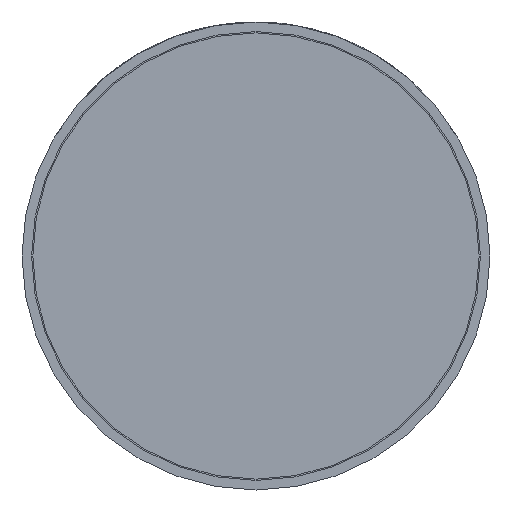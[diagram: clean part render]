
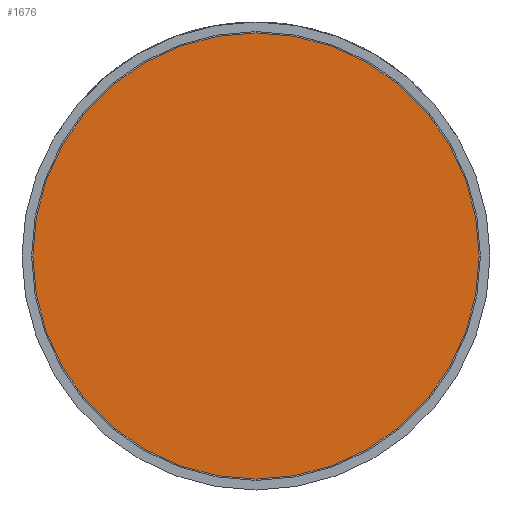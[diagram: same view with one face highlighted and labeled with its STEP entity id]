
A CAD part, front view. The second image highlights one B-rep face of the part: STEP entity #1676.
In plain terms, the highlighted planar face has unit normal (0, -1, 0).
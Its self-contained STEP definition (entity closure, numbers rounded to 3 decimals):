
#38 = DIRECTION ( 'NONE',  ( 0., 0., -1. ) ) ;
#373 = CARTESIAN_POINT ( 'NONE',  ( 0., 0., -1.74 ) ) ;
#718 = AXIS2_PLACEMENT_3D ( 'NONE', #4344, #2823, #1991 ) ;
#956 = VERTEX_POINT ( 'NONE', #2871 ) ;
#1361 = ORIENTED_EDGE ( 'NONE', *, *, #4930, .T. ) ;
#1637 = AXIS2_PLACEMENT_3D ( 'NONE', #2687, #3915, #5131 ) ;
#1676 = ADVANCED_FACE ( 'Defeature ausgef�hrt1_7', ( #5117 ), #1913, .T. ) ;
#1762 = EDGE_CURVE ( 'Defeature ausgef�hrt1_7+Defeature ausgef�hrt1_8+Defeature ausgef�hrt1_8+Defeature ausgef�hrt1_8', #956, #2669, #3957, .T. ) ;
#1913 = PLANE ( 'NONE',  #718 ) ;
#1991 = DIRECTION ( 'NONE',  ( 0., 0., -1. ) ) ;
#2347 = EDGE_LOOP ( 'NONE', ( #1361, #4863 ) ) ;
#2669 = VERTEX_POINT ( 'NONE', #373 ) ;
#2687 = CARTESIAN_POINT ( 'NONE',  ( 0., 0., 0. ) ) ;
#2823 = DIRECTION ( 'NONE',  ( 0., -1., 0. ) ) ;
#2871 = CARTESIAN_POINT ( 'NONE',  ( 0., 0., 1.74 ) ) ;
#3915 = DIRECTION ( 'NONE',  ( 0., -1., 0. ) ) ;
#3957 = CIRCLE ( 'NONE', #4053, 1.74 ) ;
#4053 = AXIS2_PLACEMENT_3D ( 'NONE', #4785, #4453, #38 ) ;
#4344 = CARTESIAN_POINT ( 'NONE',  ( 0., 0., 0. ) ) ;
#4453 = DIRECTION ( 'NONE',  ( 0., -1., 0. ) ) ;
#4785 = CARTESIAN_POINT ( 'NONE',  ( 0., 0., 0. ) ) ;
#4863 = ORIENTED_EDGE ( 'NONE', *, *, #1762, .T. ) ;
#4901 = CIRCLE ( 'NONE', #1637, 1.74 ) ;
#4930 = EDGE_CURVE ( 'Defeature ausgef�hrt1_7+Defeature ausgef�hrt1_8+Defeature ausgef�hrt1_8+Defeature ausgef�hrt1_8', #2669, #956, #4901, .T. ) ;
#5117 = FACE_OUTER_BOUND ( 'NONE', #2347, .T. ) ;
#5131 = DIRECTION ( 'NONE',  ( 0., 0., -1. ) ) ;
